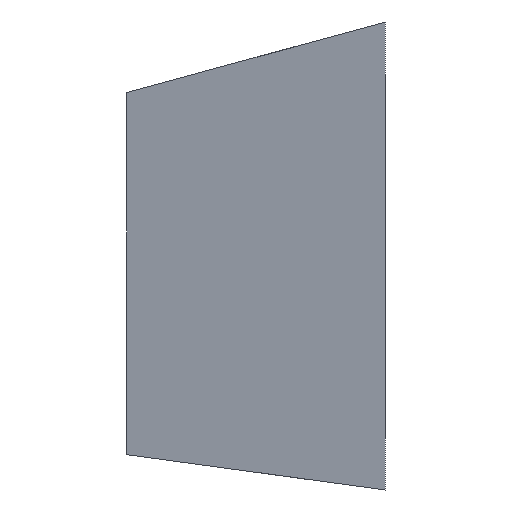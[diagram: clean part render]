
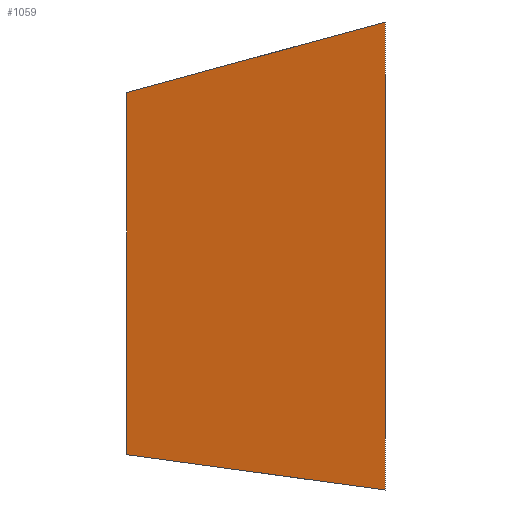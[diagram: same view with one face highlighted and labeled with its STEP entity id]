
A CAD part, left-side view. The second image highlights one B-rep face of the part: STEP entity #1059.
In plain terms, the highlighted planar face has unit normal (-0.98, 0.201, 0).
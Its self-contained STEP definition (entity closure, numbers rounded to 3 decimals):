
#44 = CARTESIAN_POINT ( 'NONE',  ( -7., 10., -7.681 ) ) ;
#119 = CARTESIAN_POINT ( 'NONE',  ( -7., 10., -7.681 ) ) ;
#149 = CARTESIAN_POINT ( 'NONE',  ( -7., 10., 6.319 ) ) ;
#155 = LINE ( 'NONE', #386, #717 ) ;
#163 = EDGE_CURVE ( 'NONE', #172, #1118, #413, .T. ) ;
#168 = EDGE_CURVE ( 'NONE', #604, #1153, #295, .T. ) ;
#172 = VERTEX_POINT ( 'NONE', #669 ) ;
#237 = ORIENTED_EDGE ( 'NONE', *, *, #163, .T. ) ;
#255 = VECTOR ( 'NONE', #1337, 1000. ) ;
#266 = LINE ( 'NONE', #580, #255 ) ;
#279 = DIRECTION ( 'NONE',  ( 0., 0., 1. ) ) ;
#295 = B_SPLINE_CURVE_WITH_KNOTS ( 'NONE', 3,
 ( #1200, #445, #663, #119 ),
 .UNSPECIFIED., .F., .F.,
 ( 4, 4 ),
 ( 0., 1. ),
 .UNSPECIFIED. ) ;
#325 = EDGE_CURVE ( 'NONE', #604, #172, #155, .T. ) ;
#351 = EDGE_CURVE ( 'NONE', #1153, #1118, #266, .T. ) ;
#374 = CARTESIAN_POINT ( 'NONE',  ( -9.05, 0., 9.05 ) ) ;
#386 = CARTESIAN_POINT ( 'NONE',  ( -9.05, 0., -9.05 ) ) ;
#402 = ORIENTED_EDGE ( 'NONE', *, *, #325, .T. ) ;
#413 = B_SPLINE_CURVE_WITH_KNOTS ( 'NONE', 3,
 ( #374, #789, #1096, #149 ),
 .UNSPECIFIED., .F., .F.,
 ( 4, 4 ),
 ( 0., 1. ),
 .UNSPECIFIED. ) ;
#445 = CARTESIAN_POINT ( 'NONE',  ( -8.367, 3.333, -8.594 ) ) ;
#492 = AXIS2_PLACEMENT_3D ( 'NONE', #702, #809, #499 ) ;
#499 = DIRECTION ( 'NONE',  ( -0.201, -0.98, 0. ) ) ;
#580 = CARTESIAN_POINT ( 'NONE',  ( -7., 10., -7.681 ) ) ;
#604 = VERTEX_POINT ( 'NONE', #947 ) ;
#644 = CARTESIAN_POINT ( 'NONE',  ( -7., 10., 6.319 ) ) ;
#663 = CARTESIAN_POINT ( 'NONE',  ( -7.683, 6.667, -8.137 ) ) ;
#669 = CARTESIAN_POINT ( 'NONE',  ( -9.05, 0., 9.05 ) ) ;
#702 = CARTESIAN_POINT ( 'NONE',  ( -8.025, 5., 7.684 ) ) ;
#704 = ORIENTED_EDGE ( 'NONE', *, *, #168, .F. ) ;
#717 = VECTOR ( 'NONE', #279, 1000. ) ;
#789 = CARTESIAN_POINT ( 'NONE',  ( -8.367, 3.333, 8.14 ) ) ;
#793 = PLANE ( 'NONE',  #492 ) ;
#809 = DIRECTION ( 'NONE',  ( -0.98, 0.201, 0. ) ) ;
#906 = ORIENTED_EDGE ( 'NONE', *, *, #351, .F. ) ;
#947 = CARTESIAN_POINT ( 'NONE',  ( -9.05, 0., -9.05 ) ) ;
#974 = EDGE_LOOP ( 'NONE', ( #237, #906, #704, #402 ) ) ;
#1022 = FACE_OUTER_BOUND ( 'NONE', #974, .T. ) ;
#1059 = ADVANCED_FACE ( 'NONE', ( #1022 ), #793, .T. ) ;
#1096 = CARTESIAN_POINT ( 'NONE',  ( -7.683, 6.667, 7.229 ) ) ;
#1118 = VERTEX_POINT ( 'NONE', #644 ) ;
#1153 = VERTEX_POINT ( 'NONE', #44 ) ;
#1200 = CARTESIAN_POINT ( 'NONE',  ( -9.05, 0., -9.05 ) ) ;
#1337 = DIRECTION ( 'NONE',  ( 0., 0., 1. ) ) ;
